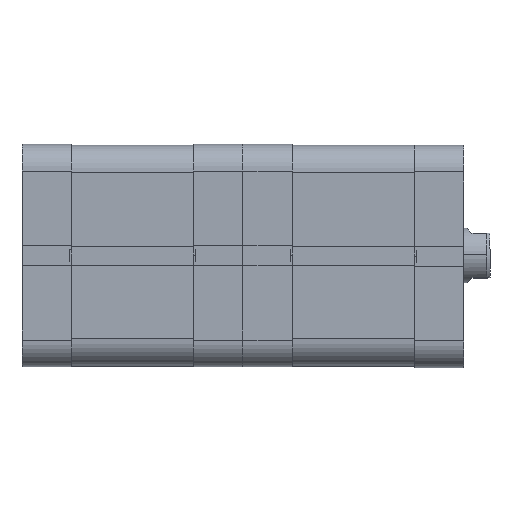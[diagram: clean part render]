
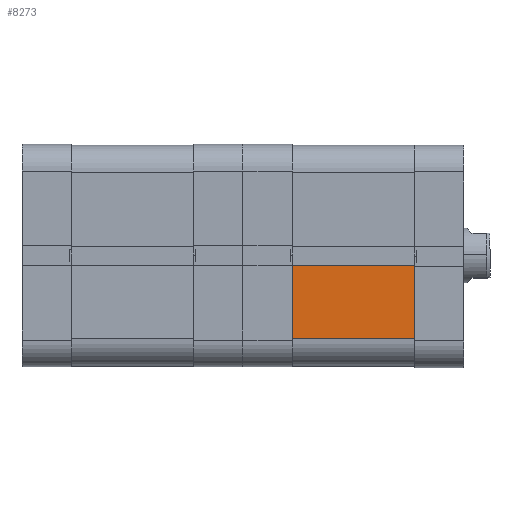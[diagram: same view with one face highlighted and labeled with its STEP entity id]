
A CAD part, front view. The second image highlights one B-rep face of the part: STEP entity #8273.
In plain terms, the highlighted planar face has unit normal (0, -1, 0).
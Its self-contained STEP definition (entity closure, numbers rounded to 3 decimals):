
#46 = DIRECTION ( 'NONE',  ( 0., 0., -1. ) ) ;
#1035 = CARTESIAN_POINT ( 'NONE',  ( 36., -32.5, -24.5 ) ) ;
#2602 = EDGE_CURVE ( 'NONE', #31888, #10925, #15907, .T. ) ;
#2978 = DIRECTION ( 'NONE',  ( 0., 1., 0. ) ) ;
#3125 = VERTEX_POINT ( 'NONE', #24237 ) ;
#3258 = ORIENTED_EDGE ( 'NONE', *, *, #7191, .T. ) ;
#4529 = CARTESIAN_POINT ( 'NONE',  ( 0., -32.5, -24.5 ) ) ;
#4601 = VECTOR ( 'NONE', #8342, 1000. ) ;
#5093 = EDGE_CURVE ( 'NONE', #31888, #3125, #11126, .T. ) ;
#5152 = DIRECTION ( 'NONE',  ( 0., 0., -1. ) ) ;
#5596 = FACE_OUTER_BOUND ( 'NONE', #29980, .T. ) ;
#5668 = LINE ( 'NONE', #23596, #15326 ) ;
#7191 = EDGE_CURVE ( 'NONE', #23502, #10925, #25752, .T. ) ;
#8000 = CARTESIAN_POINT ( 'NONE',  ( 36.001, -32.5, -2.8 ) ) ;
#8273 = ADVANCED_FACE ( 'NONE', ( #5596 ), #16191, .F. ) ;
#8342 = DIRECTION ( 'NONE',  ( -1., 0., 0. ) ) ;
#9697 = ORIENTED_EDGE ( 'NONE', *, *, #2602, .F. ) ;
#10925 = VERTEX_POINT ( 'NONE', #1035 ) ;
#11126 = LINE ( 'NONE', #8000, #4601 ) ;
#11895 = VECTOR ( 'NONE', #12862, 1000. ) ;
#12862 = DIRECTION ( 'NONE',  ( 1., 0., 0. ) ) ;
#13318 = CARTESIAN_POINT ( 'NONE',  ( 36., -32.5, -32.5 ) ) ;
#13607 = DIRECTION ( 'NONE',  ( 0., 0., 1. ) ) ;
#13911 = ORIENTED_EDGE ( 'NONE', *, *, #5093, .T. ) ;
#15326 = VECTOR ( 'NONE', #5152, 1000. ) ;
#15873 = AXIS2_PLACEMENT_3D ( 'NONE', #26831, #2978, #13607 ) ;
#15907 = LINE ( 'NONE', #13318, #21772 ) ;
#16191 = PLANE ( 'NONE',  #15873 ) ;
#17716 = CARTESIAN_POINT ( 'NONE',  ( 36., -32.5, -24.5 ) ) ;
#18757 = CARTESIAN_POINT ( 'NONE',  ( 36., -32.5, -2.8 ) ) ;
#21464 = ORIENTED_EDGE ( 'NONE', *, *, #31103, .T. ) ;
#21772 = VECTOR ( 'NONE', #46, 1000. ) ;
#23502 = VERTEX_POINT ( 'NONE', #4529 ) ;
#23596 = CARTESIAN_POINT ( 'NONE',  ( 0., -32.5, -32.5 ) ) ;
#24237 = CARTESIAN_POINT ( 'NONE',  ( 0., -32.5, -2.8 ) ) ;
#25752 = LINE ( 'NONE', #17716, #11895 ) ;
#26831 = CARTESIAN_POINT ( 'NONE',  ( 36., -32.5, -32.5 ) ) ;
#29980 = EDGE_LOOP ( 'NONE', ( #13911, #21464, #3258, #9697 ) ) ;
#31103 = EDGE_CURVE ( 'NONE', #3125, #23502, #5668, .T. ) ;
#31888 = VERTEX_POINT ( 'NONE', #18757 ) ;
